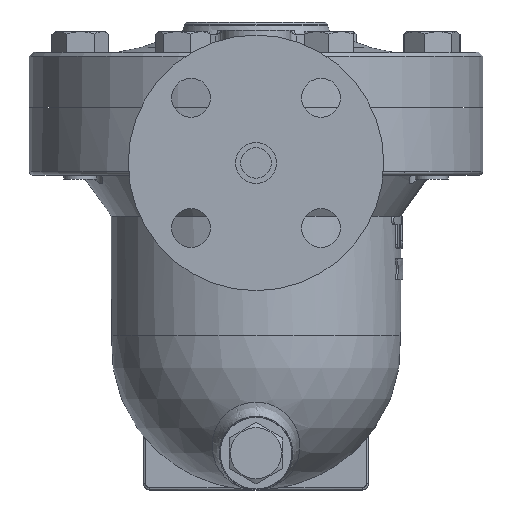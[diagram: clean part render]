
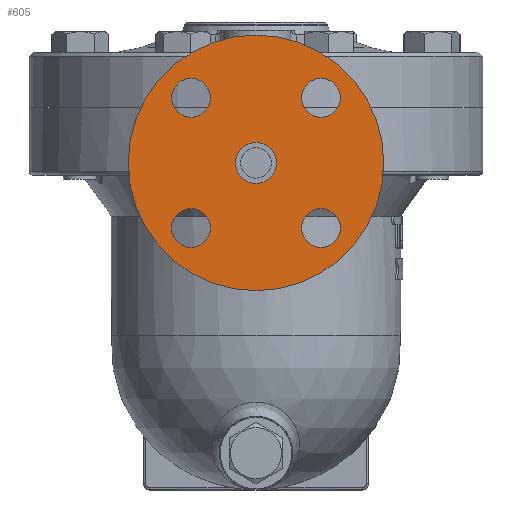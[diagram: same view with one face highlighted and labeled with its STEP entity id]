
A CAD part, left-side view. The second image highlights one B-rep face of the part: STEP entity #605.
In plain terms, the highlighted free-form (B-spline) face has degree [1, 1] with [2, 2] control points.
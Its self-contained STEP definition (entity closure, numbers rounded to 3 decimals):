
#295=CARTESIAN_POINT('',(-187.5,0.0,35.5));
#296=VERTEX_POINT('',#295);
#297=CARTESIAN_POINT('',(-187.5,0.0,-27.));
#298=DIRECTION('',(-1.0,0.0,0.0));
#299=DIRECTION('',(0.0,0.0,1.0));
#300=AXIS2_PLACEMENT_3D('',#297,#298,#299);
#301=CIRCLE('',#300,62.5);
#302=EDGE_CURVE('',#296,#296,#301,.T.);
#318=CARTESIAN_POINT('',(-187.5,-22.32,-58.82));
#319=VERTEX_POINT('',#318);
#320=CARTESIAN_POINT('',(-187.5,-31.82,-58.82));
#321=DIRECTION('',(1.0,0.0,0.0));
#322=DIRECTION('',(0.0,1.0,0.0));
#323=AXIS2_PLACEMENT_3D('',#320,#321,#322);
#324=CIRCLE('',#323,9.5);
#325=EDGE_CURVE('',#319,#319,#324,.T.);
#338=CARTESIAN_POINT('',(-187.5,31.82,-49.32));
#339=VERTEX_POINT('',#338);
#340=CARTESIAN_POINT('',(-187.5,31.82,-58.82));
#341=DIRECTION('',(1.0,0.0,0.0));
#342=DIRECTION('',(0.0,0.0,1.0));
#343=AXIS2_PLACEMENT_3D('',#340,#341,#342);
#344=CIRCLE('',#343,9.5);
#345=EDGE_CURVE('',#339,#339,#344,.T.);
#358=CARTESIAN_POINT('',(-187.5,22.32,4.82));
#359=VERTEX_POINT('',#358);
#360=CARTESIAN_POINT('',(-187.5,31.82,4.82));
#361=DIRECTION('',(1.0,0.0,0.0));
#362=DIRECTION('',(0.0,-1.0,0.0));
#363=AXIS2_PLACEMENT_3D('',#360,#361,#362);
#364=CIRCLE('',#363,9.5);
#365=EDGE_CURVE('',#359,#359,#364,.T.);
#378=CARTESIAN_POINT('',(-187.5,-31.82,-4.68));
#379=VERTEX_POINT('',#378);
#380=CARTESIAN_POINT('',(-187.5,-31.82,4.82));
#381=DIRECTION('',(1.0,0.0,0.0));
#382=DIRECTION('',(0.0,0.0,-1.0));
#383=AXIS2_PLACEMENT_3D('',#380,#381,#382);
#384=CIRCLE('',#383,9.5);
#385=EDGE_CURVE('',#379,#379,#384,.T.);
#567=CARTESIAN_POINT('',(-187.5,0.0,-17.));
#568=VERTEX_POINT('',#567);
#569=CARTESIAN_POINT('',(-187.5,0.0,-27.));
#570=DIRECTION('',(-1.0,0.0,0.0));
#571=DIRECTION('',(0.0,0.0,1.0));
#572=AXIS2_PLACEMENT_3D('',#569,#570,#571);
#573=CIRCLE('',#572,10.0);
#574=EDGE_CURVE('',#568,#568,#573,.T.);
#582=CARTESIAN_POINT('',(-187.5,62.5,35.5));
#583=CARTESIAN_POINT('',(-187.5,62.5,-89.5));
#584=CARTESIAN_POINT('',(-187.5,-62.5,35.5));
#585=CARTESIAN_POINT('',(-187.5,-62.5,-89.5));
#586=B_SPLINE_SURFACE_WITH_KNOTS('',1,1,((#582,#584),(#583,#585)),.UNSPECIFIED.,.F.,.F.,.U.,(2,2),(2,2),(0.0,125.0),(0.0,125.0),.UNSPECIFIED.);
#587=ORIENTED_EDGE('',*,*,#302,.T.);
#588=EDGE_LOOP('',(#587));
#589=FACE_OUTER_BOUND('',#588,.T.);
#590=ORIENTED_EDGE('',*,*,#325,.T.);
#591=EDGE_LOOP('',(#590));
#592=FACE_BOUND('',#591,.T.);
#593=ORIENTED_EDGE('',*,*,#345,.T.);
#594=EDGE_LOOP('',(#593));
#595=FACE_BOUND('',#594,.T.);
#596=ORIENTED_EDGE('',*,*,#365,.T.);
#597=EDGE_LOOP('',(#596));
#598=FACE_BOUND('',#597,.T.);
#599=ORIENTED_EDGE('',*,*,#385,.T.);
#600=EDGE_LOOP('',(#599));
#601=FACE_BOUND('',#600,.T.);
#602=ORIENTED_EDGE('',*,*,#574,.F.);
#603=EDGE_LOOP('',(#602));
#604=FACE_BOUND('',#603,.T.);
#605=ADVANCED_FACE('',(#589,#592,#595,#598,#601,#604),#586,.T.);
